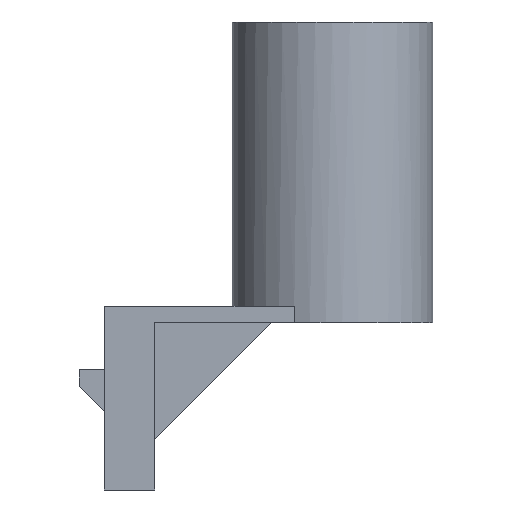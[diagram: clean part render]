
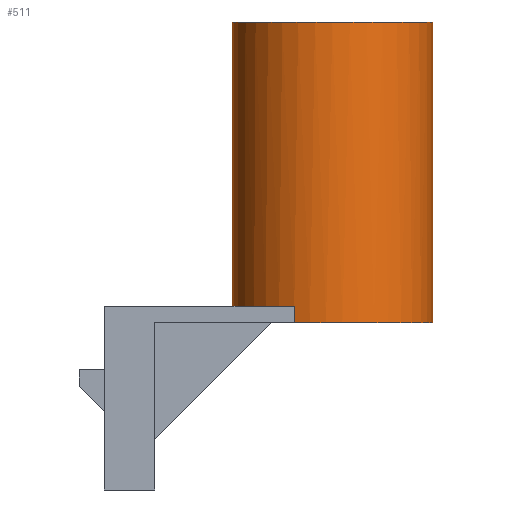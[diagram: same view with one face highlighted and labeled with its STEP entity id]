
A CAD part, front view. The second image highlights one B-rep face of the part: STEP entity #511.
In plain terms, the highlighted cylindrical face has radius 6 mm (diameter 12 mm), a full revolution.
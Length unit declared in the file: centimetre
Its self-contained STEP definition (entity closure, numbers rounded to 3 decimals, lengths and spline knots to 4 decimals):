
#37=LINE('',#763,#95);
#40=LINE('',#769,#98);
#95=VECTOR('',#614,1.);
#98=VECTOR('',#619,1.);
#176=FACE_BOUND('',#226,.T.);
#187=FACE_OUTER_BOUND('',#225,.T.);
#225=EDGE_LOOP('',(#404,#405,#406,#407));
#226=EDGE_LOOP('',(#408));
#254=CIRCLE('',#552,0.6);
#257=CIRCLE('',#558,0.6);
#258=CIRCLE('',#559,0.6);
#269=VERTEX_POINT('',#760);
#270=VERTEX_POINT('',#762);
#271=VERTEX_POINT('',#766);
#272=VERTEX_POINT('',#768);
#275=VERTEX_POINT('',#781);
#317=EDGE_CURVE('',#270,#269,#37,.T.);
#320=EDGE_CURVE('',#272,#271,#40,.T.);
#322=EDGE_CURVE('',#269,#272,#254,.T.);
#325=EDGE_CURVE('',#270,#271,#257,.T.);
#326=EDGE_CURVE('',#275,#275,#258,.T.);
#404=ORIENTED_EDGE('',*,*,#320,.T.);
#405=ORIENTED_EDGE('',*,*,#325,.F.);
#406=ORIENTED_EDGE('',*,*,#317,.T.);
#407=ORIENTED_EDGE('',*,*,#322,.T.);
#408=ORIENTED_EDGE('',*,*,#326,.F.);
#501=CYLINDRICAL_SURFACE('',#557,0.6);
#511=ADVANCED_FACE('',(#187,#176),#501,.T.);
#552=AXIS2_PLACEMENT_3D('',#772,#623,#624);
#557=AXIS2_PLACEMENT_3D('',#779,#633,#634);
#558=AXIS2_PLACEMENT_3D('',#780,#635,#636);
#559=AXIS2_PLACEMENT_3D('',#782,#637,#638);
#614=DIRECTION('',(0.,0.,1.));
#619=DIRECTION('',(0.,0.,-1.));
#623=DIRECTION('center_axis',(0.,0.,1.));
#624=DIRECTION('ref_axis',(1.,0.,0.));
#633=DIRECTION('center_axis',(0.,0.,1.));
#634=DIRECTION('ref_axis',(1.,0.,0.));
#635=DIRECTION('center_axis',(0.,0.,-1.));
#636=DIRECTION('ref_axis',(1.,0.,0.));
#637=DIRECTION('center_axis',(0.,0.,1.));
#638=DIRECTION('ref_axis',(1.,0.,0.));
#760=CARTESIAN_POINT('',(-0.228,0.555,0.1));
#762=CARTESIAN_POINT('',(-0.228,0.555,0.));
#763=CARTESIAN_POINT('',(-0.228,0.555,0.9));
#766=CARTESIAN_POINT('',(-0.228,-0.555,0.));
#768=CARTESIAN_POINT('',(-0.228,-0.555,0.1));
#769=CARTESIAN_POINT('',(-0.228,-0.555,0.9));
#772=CARTESIAN_POINT('Origin',(0.,0.,0.1));
#779=CARTESIAN_POINT('Origin',(0.,0.,0.9));
#780=CARTESIAN_POINT('Origin',(0.,0.,0.));
#781=CARTESIAN_POINT('',(0.6,0.,1.8));
#782=CARTESIAN_POINT('Origin',(0.,0.,1.8));
